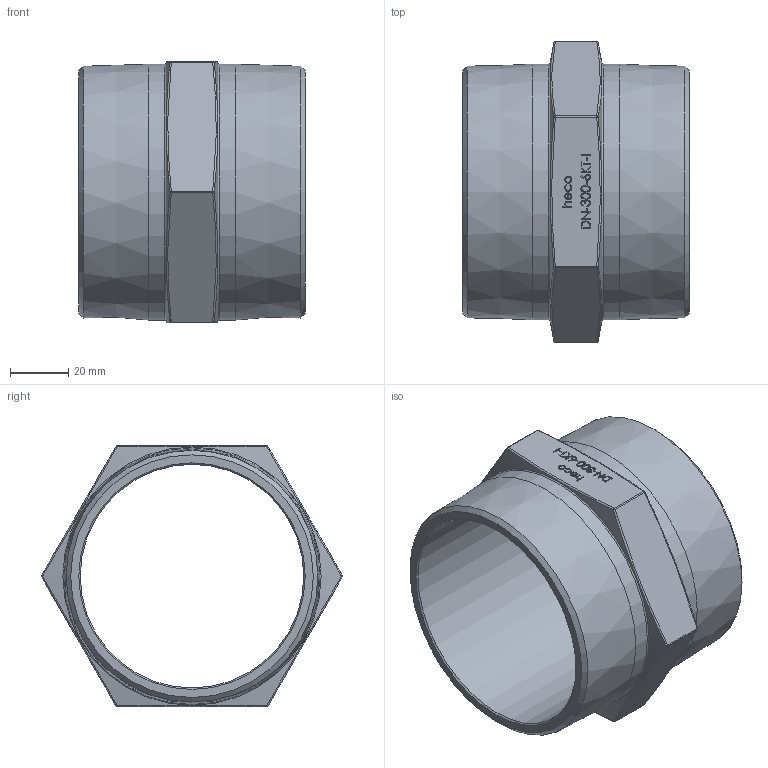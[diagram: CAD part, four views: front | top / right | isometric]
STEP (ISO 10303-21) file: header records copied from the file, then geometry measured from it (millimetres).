
FILE_DESCRIPTION (( 'STEP AP214' ), '1' );
FILE_NAME ('heco DN-300-6KT-I.STEP', '2016-01-08T09:55:29', ( 'test' ), ( '' ), 'SwSTEP 2.0', 'SolidWorks 2011', '' );
FILE_SCHEMA (( 'AUTOMOTIVE_DESIGN' ));
Length unit declared in the file: millimetre
Products named in the file (1): heco DN-300-6KT-I
Bounding box: 78 x 103.77 x 90.1 mm (x, y, z)
Volume: 122279.4 mm3; surface area: 44178.1 mm2
Topology: 1 solids, 1 shells, 226 faces, 572 edges, 366 vertices
Faces by surface type: plane 100, bspline 95, sphere 12, cylinder 9, cone 8, torus 2
Full cylindrical faces by diameter (mm): 77 x1, 88.096 x2
Entity records: 13568 total; most frequent: CARTESIAN_POINT 7013, ORIENTED_EDGE 1090, DIRECTION 669, EDGE_CURVE 545, VERTEX_POINT 356, LINE 305, VECTOR 305, EDGE_LOOP 263
